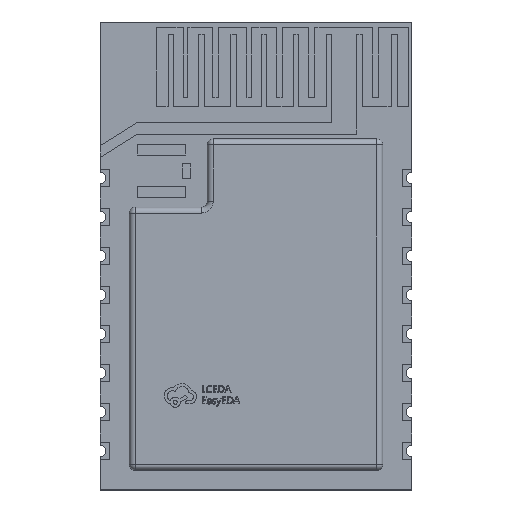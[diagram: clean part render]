
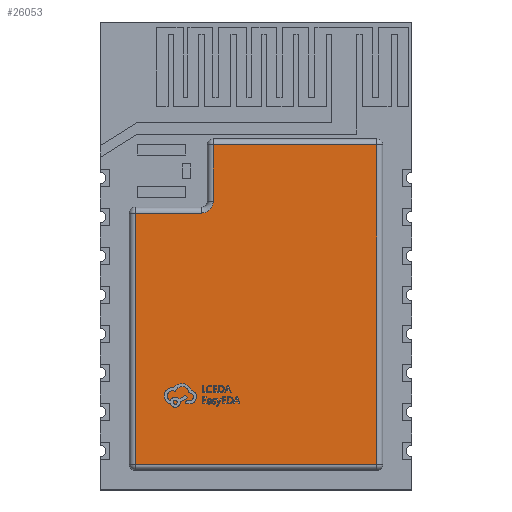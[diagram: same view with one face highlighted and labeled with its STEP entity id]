
A CAD part, top view. The second image highlights one B-rep face of the part: STEP entity #26053.
In plain terms, the highlighted planar face has unit normal (0, 0, 1).
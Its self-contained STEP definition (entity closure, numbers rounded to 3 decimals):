
#471 = PLANE ( 'NONE',  #26725 ) ;
#800 = DIRECTION ( 'NONE',  ( 0., 0., 1. ) ) ;
#916 = VERTEX_POINT ( 'NONE', #29014 ) ;
#1215 = AXIS2_PLACEMENT_3D ( 'NONE', #28005, #8901, #28319 ) ;
#1735 = LINE ( 'NONE', #23511, #21785 ) ;
#2533 = VECTOR ( 'NONE', #12365, 1000. ) ;
#3575 = VERTEX_POINT ( 'NONE', #10588 ) ;
#4638 = VECTOR ( 'NONE', #22215, 1000. ) ;
#6929 = EDGE_CURVE ( 'NONE', #14291, #9292, #20412, .T. ) ;
#7366 = CARTESIAN_POINT ( 'NONE',  ( 0., 0., 2.8 ) ) ;
#7518 = DIRECTION ( 'NONE',  ( 1., 0., 0. ) ) ;
#7821 = LINE ( 'NONE', #22285, #24072 ) ;
#7953 = CARTESIAN_POINT ( 'NONE',  ( 6.2, 6., 2.8 ) ) ;
#8766 = CARTESIAN_POINT ( 'NONE',  ( 6.2, 5.7, 2.8 ) ) ;
#8901 = DIRECTION ( 'NONE',  ( 0., 0., 1. ) ) ;
#9231 = EDGE_CURVE ( 'NONE', #3575, #18207, #26466, .T. ) ;
#9292 = VERTEX_POINT ( 'NONE', #23020 ) ;
#10588 = CARTESIAN_POINT ( 'NONE',  ( -6.2, 2.2, 2.8 ) ) ;
#11831 = ORIENTED_EDGE ( 'NONE', *, *, #16670, .T. ) ;
#12365 = DIRECTION ( 'NONE',  ( 0., -1., 0. ) ) ;
#14291 = VERTEX_POINT ( 'NONE', #23421 ) ;
#15204 = DIRECTION ( 'NONE',  ( 0., 1., 0. ) ) ;
#15560 = DIRECTION ( 'NONE',  ( 0., -1., 0. ) ) ;
#15608 = CARTESIAN_POINT ( 'NONE',  ( 6.5, -10.7, 2.8 ) ) ;
#15655 = ORIENTED_EDGE ( 'NONE', *, *, #6929, .T. ) ;
#16670 = EDGE_CURVE ( 'NONE', #18207, #27998, #29871, .T. ) ;
#17073 = VECTOR ( 'NONE', #15204, 1000. ) ;
#17921 = EDGE_CURVE ( 'NONE', #27998, #22775, #29605, .T. ) ;
#18207 = VERTEX_POINT ( 'NONE', #27639 ) ;
#19254 = ORIENTED_EDGE ( 'NONE', *, *, #26172, .F. ) ;
#19439 = EDGE_CURVE ( 'NONE', #22775, #14291, #7821, .T. ) ;
#19488 = VECTOR ( 'NONE', #15560, 1000. ) ;
#19773 = DIRECTION ( 'NONE',  ( -1., 0., 0. ) ) ;
#19960 = CARTESIAN_POINT ( 'NONE',  ( -2.2, 2.5, 2.8 ) ) ;
#20178 = ORIENTED_EDGE ( 'NONE', *, *, #9231, .T. ) ;
#20412 = LINE ( 'NONE', #19960, #19488 ) ;
#20626 = ORIENTED_EDGE ( 'NONE', *, *, #22847, .T. ) ;
#20848 = DIRECTION ( 'NONE',  ( -1., 0., 0. ) ) ;
#21347 = ORIENTED_EDGE ( 'NONE', *, *, #19439, .T. ) ;
#21428 = ORIENTED_EDGE ( 'NONE', *, *, #17921, .T. ) ;
#21785 = VECTOR ( 'NONE', #20848, 1000. ) ;
#21793 = CARTESIAN_POINT ( 'NONE',  ( 6.2, -10.7, 2.8 ) ) ;
#22215 = DIRECTION ( 'NONE',  ( 1., 0., 0. ) ) ;
#22285 = CARTESIAN_POINT ( 'NONE',  ( -2.5, 5.7, 2.8 ) ) ;
#22775 = VERTEX_POINT ( 'NONE', #8766 ) ;
#22847 = EDGE_CURVE ( 'NONE', #916, #3575, #1735, .T. ) ;
#23020 = CARTESIAN_POINT ( 'NONE',  ( -2.2, 2.8, 2.8 ) ) ;
#23421 = CARTESIAN_POINT ( 'NONE',  ( -2.2, 5.7, 2.8 ) ) ;
#23511 = CARTESIAN_POINT ( 'NONE',  ( -6.5, 2.2, 2.8 ) ) ;
#24072 = VECTOR ( 'NONE', #19773, 1000. ) ;
#24440 = FACE_OUTER_BOUND ( 'NONE', #25903, .T. ) ;
#25738 = CIRCLE ( 'NONE', #1215, 0.6 ) ;
#25903 = EDGE_LOOP ( 'NONE', ( #19254, #20626, #20178, #11831, #21428, #21347, #15655 ) ) ;
#26053 = ADVANCED_FACE ( 'NONE', ( #24440 ), #471, .T. ) ;
#26172 = EDGE_CURVE ( 'NONE', #916, #9292, #25738, .T. ) ;
#26466 = LINE ( 'NONE', #29440, #2533 ) ;
#26725 = AXIS2_PLACEMENT_3D ( 'NONE', #7366, #800, #7518 ) ;
#27639 = CARTESIAN_POINT ( 'NONE',  ( -6.2, -10.7, 2.8 ) ) ;
#27998 = VERTEX_POINT ( 'NONE', #21793 ) ;
#28005 = CARTESIAN_POINT ( 'NONE',  ( -2.8, 2.8, 2.8 ) ) ;
#28319 = DIRECTION ( 'NONE',  ( 1., 0., 0. ) ) ;
#29014 = CARTESIAN_POINT ( 'NONE',  ( -2.8, 2.2, 2.8 ) ) ;
#29440 = CARTESIAN_POINT ( 'NONE',  ( -6.2, -11., 2.8 ) ) ;
#29605 = LINE ( 'NONE', #7953, #17073 ) ;
#29871 = LINE ( 'NONE', #15608, #4638 ) ;
